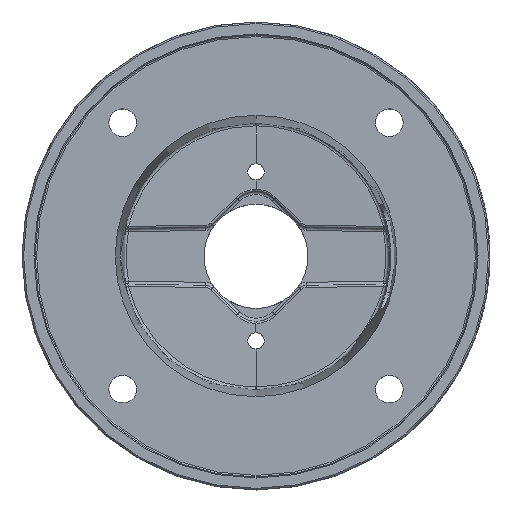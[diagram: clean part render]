
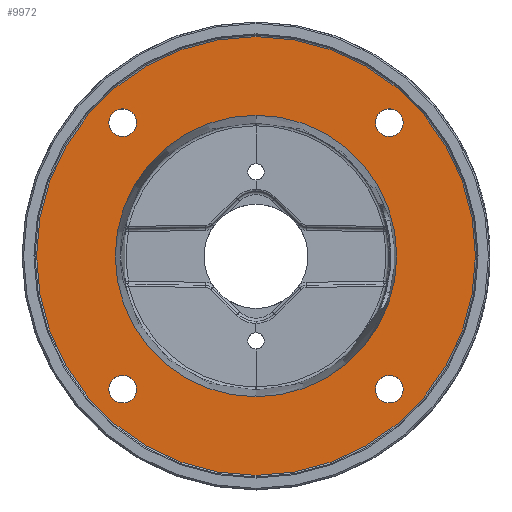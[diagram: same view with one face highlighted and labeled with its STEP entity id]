
A CAD part, top view. The second image highlights one B-rep face of the part: STEP entity #9972.
In plain terms, the highlighted planar face has unit normal (0, 0, 1).
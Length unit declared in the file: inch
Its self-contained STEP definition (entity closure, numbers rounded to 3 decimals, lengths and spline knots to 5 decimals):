
#427=CARTESIAN_POINT('',(0.,0.,-0.2075));
#428=DIRECTION('',(0.,0.,1.));
#429=DIRECTION('',(0.,1.,0.));
#430=AXIS2_PLACEMENT_3D('',#427,#428,#429);
#554=CARTESIAN_POINT('',(0.,0.,-0.2075));
#555=DIRECTION('',(0.,0.,-1.));
#556=DIRECTION('',(0.,1.,0.));
#557=AXIS2_PLACEMENT_3D('',#554,#555,#556);
#559=CARTESIAN_POINT('',(0.,0.,-0.2075));
#560=DIRECTION('',(0.,0.,1.));
#561=DIRECTION('',(0.,1.,0.));
#562=AXIS2_PLACEMENT_3D('',#559,#560,#561);
#694=CARTESIAN_POINT('',(0.,0.,-0.2075));
#695=DIRECTION('',(0.,0.,1.));
#696=DIRECTION('',(0.,-1.,0.));
#697=AXIS2_PLACEMENT_3D('',#694,#695,#696);
#2266=CARTESIAN_POINT('',(-2.56326,2.56326,-0.2075));
#2267=DIRECTION('',(0.,0.,-1.));
#2268=DIRECTION('',(-0.707,0.707,0.));
#2269=AXIS2_PLACEMENT_3D('',#2266,#2267,#2268);
#2276=CARTESIAN_POINT('',(-2.56326,2.56326,-0.2075));
#2277=DIRECTION('',(0.,0.,-1.));
#2278=DIRECTION('',(0.707,-0.707,0.));
#2279=AXIS2_PLACEMENT_3D('',#2276,#2277,#2278);
#2302=CARTESIAN_POINT('',(-2.56326,-2.56326,-0.2075));
#2303=DIRECTION('',(0.,0.,-1.));
#2304=DIRECTION('',(-0.707,-0.707,0.));
#2305=AXIS2_PLACEMENT_3D('',#2302,#2303,#2304);
#2312=CARTESIAN_POINT('',(-2.56326,-2.56326,-0.2075));
#2313=DIRECTION('',(0.,0.,-1.));
#2314=DIRECTION('',(0.707,0.707,0.));
#2315=AXIS2_PLACEMENT_3D('',#2312,#2313,#2314);
#2338=CARTESIAN_POINT('',(2.56326,-2.56326,-0.2075));
#2339=DIRECTION('',(0.,0.,-1.));
#2340=DIRECTION('',(0.707,-0.707,0.));
#2341=AXIS2_PLACEMENT_3D('',#2338,#2339,#2340);
#2348=CARTESIAN_POINT('',(2.56326,-2.56326,-0.2075));
#2349=DIRECTION('',(0.,0.,-1.));
#2350=DIRECTION('',(-0.707,0.707,0.));
#2351=AXIS2_PLACEMENT_3D('',#2348,#2349,#2350);
#2374=CARTESIAN_POINT('',(2.56326,2.56326,-0.2075));
#2375=DIRECTION('',(0.,0.,-1.));
#2376=DIRECTION('',(0.707,0.707,0.));
#2377=AXIS2_PLACEMENT_3D('',#2374,#2375,#2376);
#2384=CARTESIAN_POINT('',(2.56326,2.56326,-0.2075));
#2385=DIRECTION('',(0.,0.,-1.));
#2386=DIRECTION('',(-0.707,-0.707,0.));
#2387=AXIS2_PLACEMENT_3D('',#2384,#2385,#2386);
#8800=CARTESIAN_POINT('',(0.,4.22,-0.2075));
#8802=VERTEX_POINT('',#8800);
#8806=CARTESIAN_POINT('',(0.,-4.22,-0.2075));
#8808=VERTEX_POINT('',#8806);
#8812=CARTESIAN_POINT('',(0.,2.70736,-0.2075));
#8813=CARTESIAN_POINT('',(0.,-2.70736,-0.2075));
#8814=VERTEX_POINT('',#8812);
#8815=VERTEX_POINT('',#8813);
#8820=CARTESIAN_POINT('',(-2.75065,2.75065,-0.2075));
#8821=CARTESIAN_POINT('',(-2.37588,2.37588,-0.2075));
#8822=VERTEX_POINT('',#8820);
#8823=VERTEX_POINT('',#8821);
#8824=CARTESIAN_POINT('',(-2.75065,-2.75065,-0.2075));
#8825=CARTESIAN_POINT('',(-2.37588,-2.37588,-0.2075));
#8826=VERTEX_POINT('',#8824);
#8827=VERTEX_POINT('',#8825);
#8828=CARTESIAN_POINT('',(2.75065,-2.75065,-0.2075));
#8829=CARTESIAN_POINT('',(2.37588,-2.37588,-0.2075));
#8830=VERTEX_POINT('',#8828);
#8831=VERTEX_POINT('',#8829);
#8832=CARTESIAN_POINT('',(2.75065,2.75065,-0.2075));
#8833=CARTESIAN_POINT('',(2.37588,2.37588,-0.2075));
#8834=VERTEX_POINT('',#8832);
#8835=VERTEX_POINT('',#8833);
#9932=CARTESIAN_POINT('',(0.,0.,-0.2075));
#9933=DIRECTION('',(0.,0.,1.));
#9934=DIRECTION('',(0.,1.,0.));
#9935=AXIS2_PLACEMENT_3D('',#9932,#9933,#9934);
#9936=PLANE('',#9935);
#9938=ORIENTED_EDGE('',*,*,#9937,.T.);
#9940=ORIENTED_EDGE('',*,*,#9939,.F.);
#9941=EDGE_LOOP('',(#9938,#9940));
#9942=FACE_OUTER_BOUND('',#9941,.F.);
#9943=ORIENTED_EDGE('',*,*,#9686,.T.);
#9945=ORIENTED_EDGE('',*,*,#9944,.T.);
#9946=EDGE_LOOP('',(#9943,#9945));
#9947=FACE_BOUND('',#9946,.F.);
#9949=ORIENTED_EDGE('',*,*,#9948,.F.);
#9951=ORIENTED_EDGE('',*,*,#9950,.F.);
#9952=EDGE_LOOP('',(#9949,#9951));
#9953=FACE_BOUND('',#9952,.F.);
#9955=ORIENTED_EDGE('',*,*,#9954,.F.);
#9957=ORIENTED_EDGE('',*,*,#9956,.F.);
#9958=EDGE_LOOP('',(#9955,#9957));
#9959=FACE_BOUND('',#9958,.F.);
#9961=ORIENTED_EDGE('',*,*,#9960,.F.);
#9963=ORIENTED_EDGE('',*,*,#9962,.F.);
#9964=EDGE_LOOP('',(#9961,#9963));
#9965=FACE_BOUND('',#9964,.F.);
#9967=ORIENTED_EDGE('',*,*,#9966,.F.);
#9969=ORIENTED_EDGE('',*,*,#9968,.F.);
#9970=EDGE_LOOP('',(#9967,#9969));
#9971=FACE_BOUND('',#9970,.F.);
#9972=ADVANCED_FACE('',(#9942,#9947,#9953,#9959,#9965,#9971),#9936,.T.);
#431=CIRCLE('',#430,2.70736);
#558=CIRCLE('',#557,4.22);
#563=CIRCLE('',#562,4.22);
#698=CIRCLE('',#697,2.70736);
#2270=CIRCLE('',#2269,0.265);
#2280=CIRCLE('',#2279,0.265);
#2306=CIRCLE('',#2305,0.265);
#2316=CIRCLE('',#2315,0.265);
#2342=CIRCLE('',#2341,0.265);
#2352=CIRCLE('',#2351,0.265);
#2378=CIRCLE('',#2377,0.265);
#2388=CIRCLE('',#2387,0.265);
#9686=EDGE_CURVE('',#8814,#8815,#431,.T.);
#9937=EDGE_CURVE('',#8802,#8808,#558,.T.);
#9939=EDGE_CURVE('',#8802,#8808,#563,.T.);
#9944=EDGE_CURVE('',#8815,#8814,#698,.T.);
#9948=EDGE_CURVE('',#8822,#8823,#2270,.T.);
#9950=EDGE_CURVE('',#8823,#8822,#2280,.T.);
#9954=EDGE_CURVE('',#8826,#8827,#2306,.T.);
#9956=EDGE_CURVE('',#8827,#8826,#2316,.T.);
#9960=EDGE_CURVE('',#8830,#8831,#2342,.T.);
#9962=EDGE_CURVE('',#8831,#8830,#2352,.T.);
#9966=EDGE_CURVE('',#8834,#8835,#2378,.T.);
#9968=EDGE_CURVE('',#8835,#8834,#2388,.T.);
